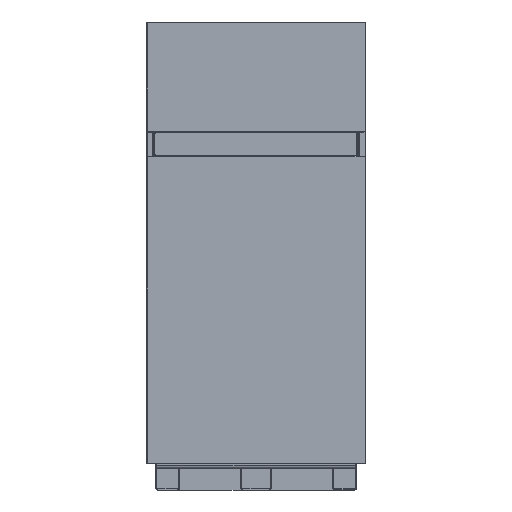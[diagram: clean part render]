
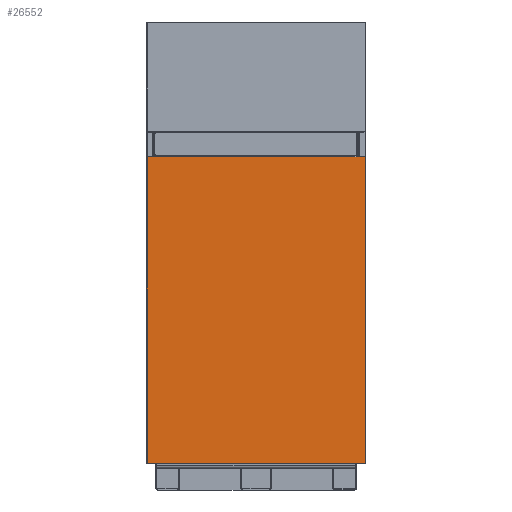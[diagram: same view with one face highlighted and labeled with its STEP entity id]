
A CAD part, front view. The second image highlights one B-rep face of the part: STEP entity #26552.
In plain terms, the highlighted planar face has unit normal (0, -1, 0).
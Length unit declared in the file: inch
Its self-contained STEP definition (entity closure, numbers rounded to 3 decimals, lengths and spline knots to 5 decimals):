
#574=PLANE('',#28844);
#1480=FACE_OUTER_BOUND('',#2447,.T.);
#2447=EDGE_LOOP('',(#23575,#23576,#23577,#23578,#23579,#23580,#23581,#23582));
#6414=LINE('',#45024,#9621);
#6456=LINE('',#45208,#9663);
#6457=LINE('',#45210,#9664);
#6458=LINE('',#45212,#9665);
#6459=LINE('',#45214,#9666);
#6460=LINE('',#45215,#9667);
#6461=LINE('',#45217,#9668);
#6462=LINE('',#45218,#9669);
#9621=VECTOR('',#35578,0.03937);
#9663=VECTOR('',#35722,0.03937);
#9664=VECTOR('',#35723,0.03937);
#9665=VECTOR('',#35724,0.03937);
#9666=VECTOR('',#35725,0.03937);
#9667=VECTOR('',#35726,0.03937);
#9668=VECTOR('',#35727,0.03937);
#9669=VECTOR('',#35728,0.03937);
#13353=VERTEX_POINT('',#45019);
#13354=VERTEX_POINT('',#45023);
#13410=VERTEX_POINT('',#45206);
#13411=VERTEX_POINT('',#45207);
#13412=VERTEX_POINT('',#45209);
#13413=VERTEX_POINT('',#45211);
#13414=VERTEX_POINT('',#45213);
#13415=VERTEX_POINT('',#45216);
#17677=EDGE_CURVE('',#13354,#13353,#6414,.T.);
#17757=EDGE_CURVE('',#13410,#13411,#6456,.T.);
#17758=EDGE_CURVE('',#13410,#13412,#6457,.T.);
#17759=EDGE_CURVE('',#13413,#13412,#6458,.T.);
#17760=EDGE_CURVE('',#13414,#13413,#6459,.T.);
#17761=EDGE_CURVE('',#13354,#13414,#6460,.T.);
#17762=EDGE_CURVE('',#13415,#13353,#6461,.T.);
#17763=EDGE_CURVE('',#13411,#13415,#6462,.T.);
#23575=ORIENTED_EDGE('',*,*,#17757,.F.);
#23576=ORIENTED_EDGE('',*,*,#17758,.T.);
#23577=ORIENTED_EDGE('',*,*,#17759,.F.);
#23578=ORIENTED_EDGE('',*,*,#17760,.F.);
#23579=ORIENTED_EDGE('',*,*,#17761,.F.);
#23580=ORIENTED_EDGE('',*,*,#17677,.T.);
#23581=ORIENTED_EDGE('',*,*,#17762,.F.);
#23582=ORIENTED_EDGE('',*,*,#17763,.F.);
#26552=ADVANCED_FACE('',(#1480),#574,.T.);
#28844=AXIS2_PLACEMENT_3D('',#45205,#35720,#35721);
#35578=DIRECTION('',(0.,0.,-1.));
#35720=DIRECTION('center_axis',(0.,-1.,0.));
#35721=DIRECTION('ref_axis',(1.,0.,0.));
#35722=DIRECTION('',(-1.,0.,0.));
#35723=DIRECTION('',(0.,0.,1.));
#35724=DIRECTION('',(1.,0.,0.));
#35725=DIRECTION('',(1.,0.,0.));
#35726=DIRECTION('',(1.,0.,0.));
#35727=DIRECTION('',(-1.,0.,0.));
#35728=DIRECTION('',(-1.,0.,0.));
#45019=CARTESIAN_POINT('',(-19.52756,-2.75591,-4.64567));
#45023=CARTESIAN_POINT('',(-19.52756,-2.75591,50.27559));
#45024=CARTESIAN_POINT('',(-19.52756,-2.75591,50.31496));
#45205=CARTESIAN_POINT('Origin',(19.56693,-2.75591,-4.68504));
#45206=CARTESIAN_POINT('',(19.52756,-2.75591,-4.64567));
#45207=CARTESIAN_POINT('',(19.52748,-2.75591,-4.64567));
#45208=CARTESIAN_POINT('',(-19.52756,-2.75591,-4.64567));
#45209=CARTESIAN_POINT('',(19.52756,-2.75591,50.27559));
#45210=CARTESIAN_POINT('',(19.52756,-2.75591,-4.68504));
#45211=CARTESIAN_POINT('',(19.52748,-2.75591,50.27559));
#45212=CARTESIAN_POINT('',(19.52756,-2.75591,50.27559));
#45213=CARTESIAN_POINT('',(-19.52748,-2.75591,50.27559));
#45214=CARTESIAN_POINT('',(-19.52748,-2.75591,50.27559));
#45215=CARTESIAN_POINT('',(19.52756,-2.75591,50.27559));
#45216=CARTESIAN_POINT('',(-19.52748,-2.75591,-4.64567));
#45217=CARTESIAN_POINT('',(-19.52756,-2.75591,-4.64567));
#45218=CARTESIAN_POINT('',(19.52748,-2.75591,-4.64567));
